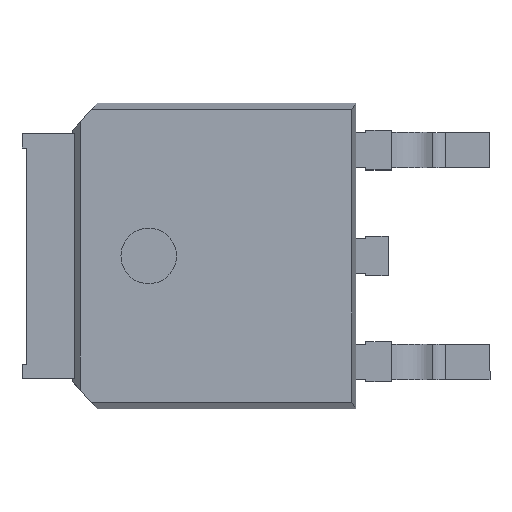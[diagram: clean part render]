
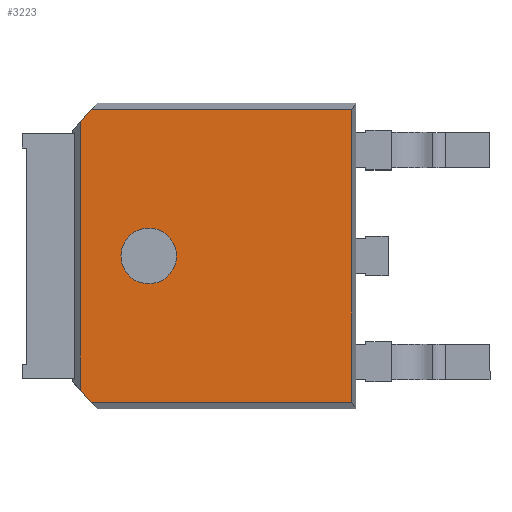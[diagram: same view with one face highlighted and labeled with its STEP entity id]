
A CAD part, top view. The second image highlights one B-rep face of the part: STEP entity #3223.
In plain terms, the highlighted planar face has unit normal (0, 0, 1).
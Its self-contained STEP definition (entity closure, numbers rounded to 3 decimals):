
#26 = CARTESIAN_POINT ( 'NONE',  ( -6.04, 3.155, 2.3 ) ) ;
#211 = VERTEX_POINT ( 'NONE', #4810 ) ;
#375 = VERTEX_POINT ( 'NONE', #6863 ) ;
#430 = LINE ( 'NONE', #26, #803 ) ;
#473 = VECTOR ( 'NONE', #7330, 1000. ) ;
#520 = DIRECTION ( 'NONE',  ( 0., 0., 1. ) ) ;
#638 = VERTEX_POINT ( 'NONE', #4192 ) ;
#786 = EDGE_CURVE ( 'NONE', #6960, #2228, #4276, .T. ) ;
#788 = ORIENTED_EDGE ( 'NONE', *, *, #6563, .T. ) ;
#803 = VECTOR ( 'NONE', #5051, 1000. ) ;
#841 = CARTESIAN_POINT ( 'NONE',  ( -3.305, 0.6, 2.3 ) ) ;
#930 = LINE ( 'NONE', #4007, #1294 ) ;
#1264 = CIRCLE ( 'NONE', #6732, 0.6 ) ;
#1294 = VECTOR ( 'NONE', #4528, 1000. ) ;
#1331 = CARTESIAN_POINT ( 'NONE',  ( -3.305, 0., 2.3 ) ) ;
#1347 = LINE ( 'NONE', #1418, #3278 ) ;
#1418 = CARTESIAN_POINT ( 'NONE',  ( -4.412, 3.3, 2.3 ) ) ;
#1450 = EDGE_LOOP ( 'NONE', ( #5271, #788, #2194, #7168, #5988, #3670 ) ) ;
#1792 = DIRECTION ( 'NONE',  ( 0., 0., 1. ) ) ;
#1846 = VERTEX_POINT ( 'NONE', #2815 ) ;
#2104 = VERTEX_POINT ( 'NONE', #841 ) ;
#2194 = ORIENTED_EDGE ( 'NONE', *, *, #4765, .T. ) ;
#2228 = VERTEX_POINT ( 'NONE', #3186 ) ;
#2299 = CARTESIAN_POINT ( 'NONE',  ( -4.543, -3.155, 2.3 ) ) ;
#2367 = DIRECTION ( 'NONE',  ( 0., 1., 0. ) ) ;
#2378 = EDGE_CURVE ( 'NONE', #375, #2104, #4832, .T. ) ;
#2815 = CARTESIAN_POINT ( 'NONE',  ( -4.779, -2.894, 2.3 ) ) ;
#2862 = CARTESIAN_POINT ( 'NONE',  ( -4.543, 3.155, 2.3 ) ) ;
#3135 = ORIENTED_EDGE ( 'NONE', *, *, #4249, .F. ) ;
#3186 = CARTESIAN_POINT ( 'NONE',  ( 1.079, -3.155, 2.3 ) ) ;
#3223 = ADVANCED_FACE ( 'NONE', ( #6979, #6446 ), #6764, .T. ) ;
#3278 = VECTOR ( 'NONE', #5327, 1000. ) ;
#3359 = CARTESIAN_POINT ( 'NONE',  ( 0., 0., 2.3 ) ) ;
#3670 = ORIENTED_EDGE ( 'NONE', *, *, #5332, .F. ) ;
#3726 = CARTESIAN_POINT ( 'NONE',  ( -6.04, -3.155, 2.3 ) ) ;
#3956 = CARTESIAN_POINT ( 'NONE',  ( 1.079, 3.3, 2.3 ) ) ;
#4007 = CARTESIAN_POINT ( 'NONE',  ( -4.412, -3.3, 2.3 ) ) ;
#4192 = CARTESIAN_POINT ( 'NONE',  ( -4.779, 2.894, 2.3 ) ) ;
#4249 = EDGE_CURVE ( 'NONE', #2104, #375, #1264, .T. ) ;
#4276 = LINE ( 'NONE', #3726, #7306 ) ;
#4312 = VECTOR ( 'NONE', #4541, 1000. ) ;
#4372 = ORIENTED_EDGE ( 'NONE', *, *, #2378, .F. ) ;
#4384 = DIRECTION ( 'NONE',  ( 1., 0., 0. ) ) ;
#4528 = DIRECTION ( 'NONE',  ( 0.671, -0.742, 0. ) ) ;
#4541 = DIRECTION ( 'NONE',  ( 0., -1., 0. ) ) ;
#4742 = VERTEX_POINT ( 'NONE', #2862 ) ;
#4765 = EDGE_CURVE ( 'NONE', #638, #1846, #6532, .T. ) ;
#4810 = CARTESIAN_POINT ( 'NONE',  ( 1.079, 3.155, 2.3 ) ) ;
#4832 = CIRCLE ( 'NONE', #5605, 0.6 ) ;
#5017 = LINE ( 'NONE', #3956, #4312 ) ;
#5051 = DIRECTION ( 'NONE',  ( 1., 0., 0. ) ) ;
#5145 = CARTESIAN_POINT ( 'NONE',  ( -4.779, -3.3, 2.3 ) ) ;
#5189 = CARTESIAN_POINT ( 'NONE',  ( -3.305, 0., 2.3 ) ) ;
#5207 = EDGE_CURVE ( 'NONE', #1846, #6960, #930, .T. ) ;
#5271 = ORIENTED_EDGE ( 'NONE', *, *, #6944, .F. ) ;
#5327 = DIRECTION ( 'NONE',  ( -0.671, -0.742, 0. ) ) ;
#5332 = EDGE_CURVE ( 'NONE', #211, #2228, #5017, .T. ) ;
#5605 = AXIS2_PLACEMENT_3D ( 'NONE', #1331, #7391, #6286 ) ;
#5651 = DIRECTION ( 'NONE',  ( 0., 1., 0. ) ) ;
#5988 = ORIENTED_EDGE ( 'NONE', *, *, #786, .T. ) ;
#6286 = DIRECTION ( 'NONE',  ( 0., 1., 0. ) ) ;
#6446 = FACE_OUTER_BOUND ( 'NONE', #1450, .T. ) ;
#6532 = LINE ( 'NONE', #5145, #473 ) ;
#6563 = EDGE_CURVE ( 'NONE', #4742, #638, #1347, .T. ) ;
#6732 = AXIS2_PLACEMENT_3D ( 'NONE', #5189, #1792, #2367 ) ;
#6764 = PLANE ( 'NONE',  #7119 ) ;
#6863 = CARTESIAN_POINT ( 'NONE',  ( -3.305, -0.6, 2.3 ) ) ;
#6944 = EDGE_CURVE ( 'NONE', #4742, #211, #430, .T. ) ;
#6960 = VERTEX_POINT ( 'NONE', #2299 ) ;
#6979 = FACE_BOUND ( 'NONE', #7271, .T. ) ;
#7119 = AXIS2_PLACEMENT_3D ( 'NONE', #3359, #520, #5651 ) ;
#7168 = ORIENTED_EDGE ( 'NONE', *, *, #5207, .T. ) ;
#7271 = EDGE_LOOP ( 'NONE', ( #3135, #4372 ) ) ;
#7306 = VECTOR ( 'NONE', #4384, 1000. ) ;
#7330 = DIRECTION ( 'NONE',  ( 0., -1., 0. ) ) ;
#7391 = DIRECTION ( 'NONE',  ( 0., 0., 1. ) ) ;
